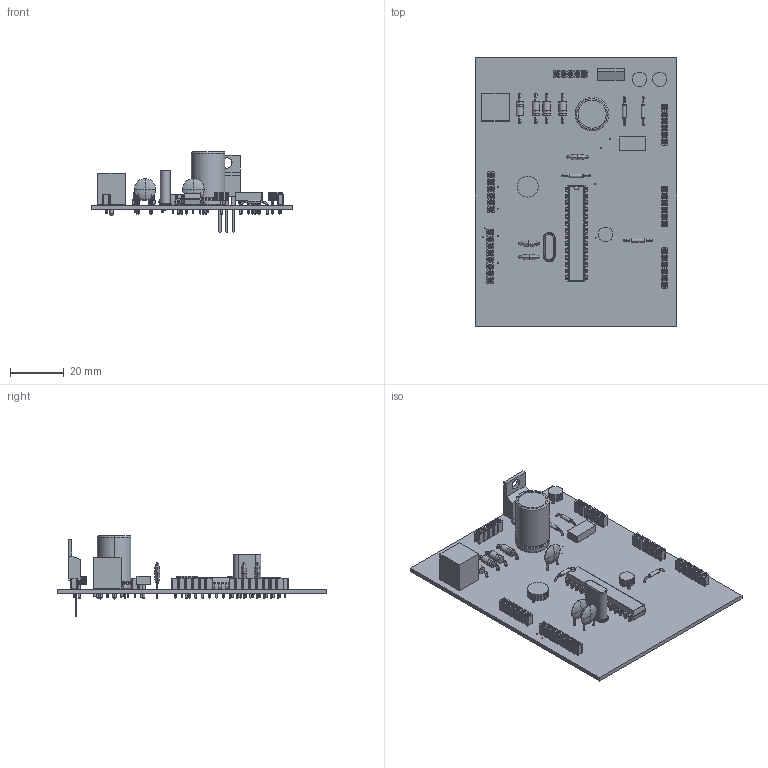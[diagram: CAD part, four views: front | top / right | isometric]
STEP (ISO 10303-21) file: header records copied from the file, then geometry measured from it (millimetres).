
FILE_DESCRIPTION(('PCB Model'),'2;1');
FILE_NAME('arduino Project.STEP', '2018-12-01T21:54:05',('Suraj'),('Unspecified'), 'Open CASCADE STEP processor 6.8','Proteus','Unknown');
FILE_SCHEMA(('CONFIG_CONTROL_DESIGN','SHAPE_APPEARANCE_LAYER_MIM'));
Length unit declared in the file: millimetre
Products named in the file (76): Open CASCADE STEP translator 6.8 1; Layer_1; J2; Open CASCADE STEP translator 6.8 1.2.1; Body_1; Pin_1; Pin_2; D1; Open CASCADE STEP translator 6.8 1.3.1; D2; Open CASCADE STEP translator 6.8 1.4.1; D3; Open CASCADE STEP translator 6.8 1.5.1; D4; Open CASCADE STEP translator 6.8 1.6.1; C4; Open CASCADE STEP translator 6.8 1.7.1; U3; Open CASCADE STEP translator 6.8 1.8.1; Pin_3; U2; Open CASCADE STEP translator 6.8 1.9.1; J4; Open CASCADE STEP translator 6.8 1.10.1; R2; Open CASCADE STEP translator 6.8 1.11.1; R3; D6; Open CASCADE STEP translator 6.8 1.13.1; D7; J5; Open CASCADE STEP translator 6.8 1.15.1; U1; Open CASCADE STEP translator 6.8 1.16.1; X1; Open CASCADE STEP translator 6.8 1.17.1; C2; Open CASCADE STEP translator 6.8 1.18.1; C3; C1 ...
Assembly tree (88 placements, depth 4):
  Open CASCADE STEP translator 6.8 1
    Layer_1
    J2
      Open CASCADE STEP translator 6.8 1.2.1
        Body_1
        Pin_1
        Pin_2
    D1
      Open CASCADE STEP translator 6.8 1.3.1
        Body_1
    D2
      Open CASCADE STEP translator 6.8 1.4.1
        Body_1
    D3
      Open CASCADE STEP translator 6.8 1.5.1
        Body_1
    D4
      Open CASCADE STEP translator 6.8 1.6.1
        Body_1
    C4
      Open CASCADE STEP translator 6.8 1.7.1
        Body_1
    U3
      Open CASCADE STEP translator 6.8 1.8.1
        Body_1
        Pin_1
        Pin_2
        Pin_3
    U2
      Open CASCADE STEP translator 6.8 1.9.1
        Body_1
    J4
      Open CASCADE STEP translator 6.8 1.10.1
        Body_1
    R2
      Open CASCADE STEP translator 6.8 1.11.1
        Body_1
        Pin_1
        Pin_2
    R3
      Open CASCADE STEP translator 6.8 1.11.1
        Body_1
        Pin_1
        Pin_2
    D6
      Open CASCADE STEP translator 6.8 1.13.1
        Body_1
        Pin_1
        Pin_2
    D7
      Open CASCADE STEP translator 6.8 1.13.1
        Body_1
        Pin_1
        Pin_2
    J5
      Open CASCADE STEP translator 6.8 1.15.1
        Body_1
    U1
      Open CASCADE STEP translator 6.8 1.16.1
        Body_1
Bounding box: 75 x 100 x 30.01 mm (x, y, z)
Volume: 18795.1 mm3; surface area: 24096.3 mm2
Topology: 55 solids, 55 shells, 3143 faces, 7866 edges, 4752 vertices
Faces by surface type: plane 1241, cylinder 771, cone 740, torus 182, sphere 145, bspline 56, extrusion 8
Entity records: 79319 total; most frequent: CARTESIAN_POINT 12652, DIRECTION 10555, ORIENTED_EDGE 10044, EDGE_CURVE 5022, AXIS2_PLACEMENT_3D 3796, VERTEX_POINT 3198, VECTOR 2963, LINE 2961
